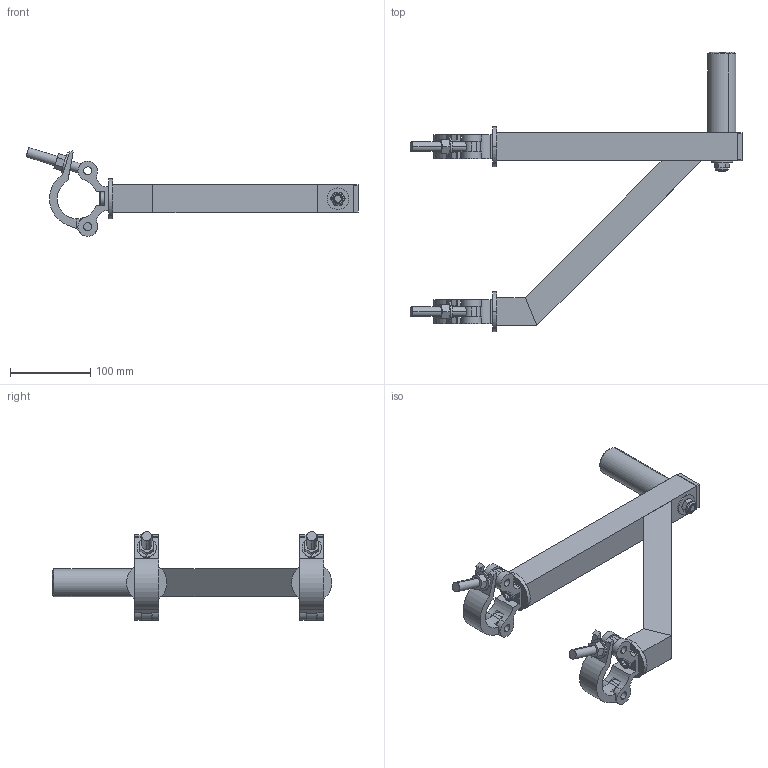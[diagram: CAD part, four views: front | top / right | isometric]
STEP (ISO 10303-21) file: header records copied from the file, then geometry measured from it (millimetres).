
FILE_DESCRIPTION (( 'STEP AP214' ), '1' );
FILE_NAME ('02623-0E1.STEP', '2023-05-16T13:38:00', ( '' ), ( '' ), 'SwSTEP 2.0', 'SolidWorks 2023', '' );
FILE_SCHEMA (( 'AUTOMOTIVE_DESIGN' ));
Length unit declared in the file: millimetre
Products named in the file (9): 02623-002; Ecrou Nylstop_ECROU H FR M10; socket head thin cap screw_din_DIN 7984 - M10 x 30 --- 25.5C; 02623-0E1; 02623-001; EAD_tube_carre_EAD35x35x1-3; VIS CHC_VIS CHC M10x130; bride_kupo_KCP901; Rondelle plate Large_RONDELLE LARGE L Ø10
Assembly tree (10 placements, depth 2):
  02623-0E1
    02623-001
    02623-002
    VIS CHC_VIS CHC M10x130
    Rondelle plate Large_RONDELLE LARGE L Ø10
    Ecrou Nylstop_ECROU H FR M10
    EAD_tube_carre_EAD35x35x1-3
    bride_kupo_KCP901  x2
    socket head thin cap screw_din_DIN 7984 - M10 x 30 --- 25.5C  x2
Bounding box: 412.72 x 347.56 x 110.42 mm (x, y, z)
Volume: 474524.4 mm3; surface area: 269848.5 mm2
Topology: 15 solids, 15 shells, 385 faces, 987 edges, 626 vertices
Faces by surface type: plane 209, cylinder 120, cone 44, torus 12
Entity records: 8835 total; most frequent: CARTESIAN_POINT 1729, DIRECTION 1448, ORIENTED_EDGE 1334, EDGE_CURVE 667, AXIS2_PLACEMENT_3D 536, VERTEX_POINT 423, VECTOR 376, LINE 376
